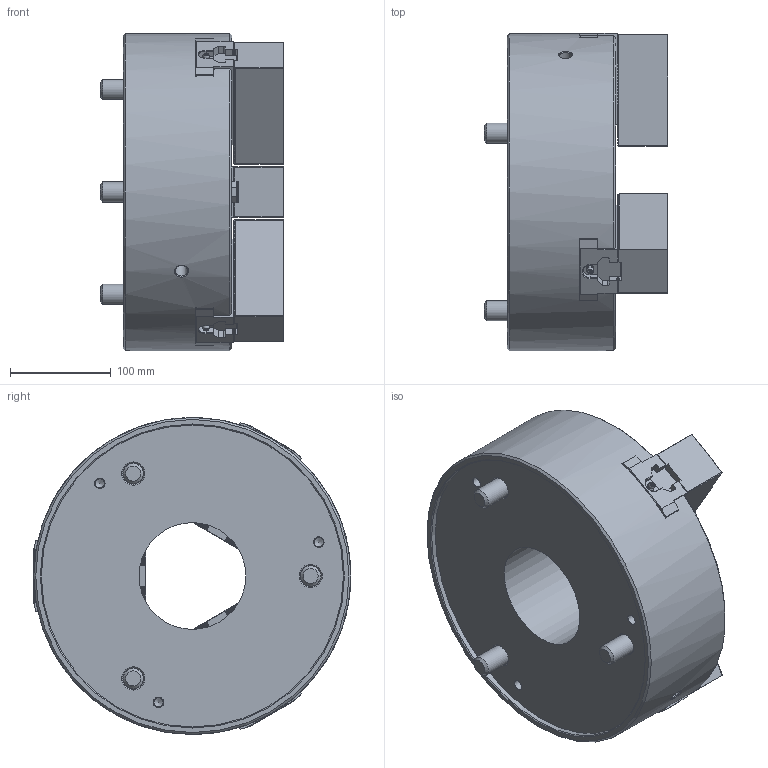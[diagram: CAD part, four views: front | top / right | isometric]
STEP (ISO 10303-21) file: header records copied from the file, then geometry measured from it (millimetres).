
FILE_DESCRIPTION(/* description */ ('Unknown'),/* implementation_level */ '2;1');
FILE_NAME(/* name */ 'BB212 Simplified',/* time_stamp */ '2019-08-13T15:20:26+01:00',/* author */ ('Unknown'),/* organization */ ('Unknown'),/* preprocessor_version */ 'ST-DEVELOPER v16.7',/* originating_system */ 'DEX',/* authorisation */ $);
FILE_SCHEMA (('AUTOMOTIVE_DESIGN {1 0 10303 214 3 1 1}'));
Products named in the file (2): BB212 Simplified; M6X10_0
Assembly tree (1 placements, depth 2):
  BB212 Simplified
    M6X10_0
Bounding box: 182.73 x 315.74 x 315 mm (x, y, z)
Volume: 7744954 mm3; surface area: 529499.7 mm2
Topology: 1 solids, 8 shells, 3632 faces, 13347 edges, 8540 vertices
Faces by surface type: plane 3194, cylinder 194, cone 136, bspline 78, torus 24, sphere 6
Full cylindrical faces by diameter (mm): 2 x3, 3 x3, 3.8 x24, 4.917 x3, 6 x9, 6.6 x3, 9 x3, 10 x3, 10.5 x3, 11 x3, 12 x2, 12.5 x2, 14 x6, 16 x12, 17 x6, 20 x3, 21 x3, 24 x6, 25 x6, 30 x3, 32 x3, 106 x1, 109 x1, 300 x1, 315 x1
Entity records: 139356 total; most frequent: CARTESIAN_POINT 27321, ORIENTED_EDGE 25930, DIRECTION 20384, EDGE_CURVE 12965, LINE 11736, VECTOR 11736, VERTEX_POINT 8430, AXIS2_PLACEMENT_3D 4324
